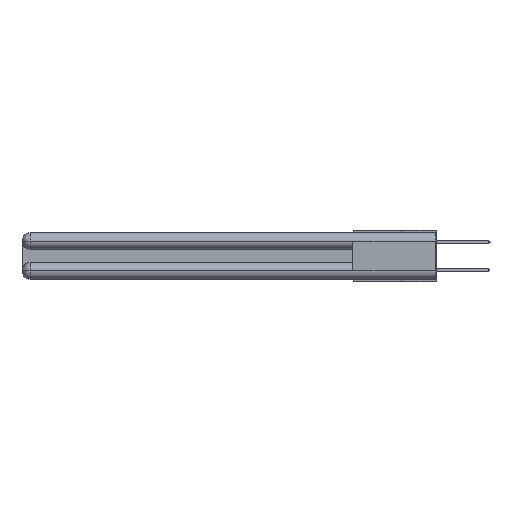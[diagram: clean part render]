
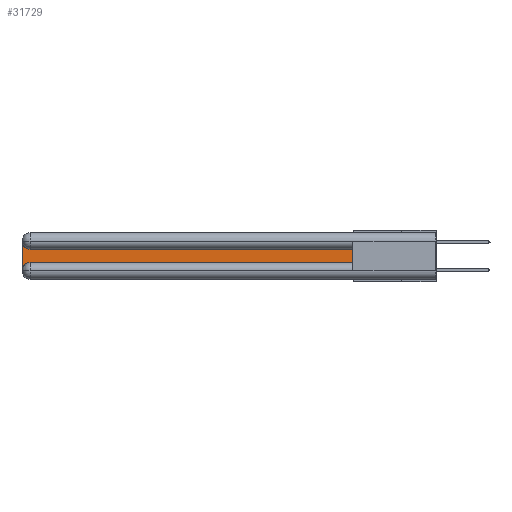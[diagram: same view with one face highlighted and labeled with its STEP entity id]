
A CAD part, left-side view. The second image highlights one B-rep face of the part: STEP entity #31729.
In plain terms, the highlighted planar face has unit normal (-1, 0, 0).
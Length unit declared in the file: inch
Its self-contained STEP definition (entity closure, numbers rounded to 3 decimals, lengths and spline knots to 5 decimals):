
#13 = EDGE_LOOP ( 'NONE', ( #3042, #13213, #13623, #16305, #12380, #29441 ) ) ;
#854 = DIRECTION ( 'NONE',  ( 0., 0., -1. ) ) ;
#950 = AXIS2_PLACEMENT_3D ( 'NONE', #10995, #15959, #854 ) ;
#2101 = AXIS2_PLACEMENT_3D ( 'NONE', #8272, #13225, #3635 ) ;
#2251 = DIRECTION ( 'NONE',  ( 0., 1., 0. ) ) ;
#2371 = CARTESIAN_POINT ( 'NONE',  ( 0.075, 3., -0.2175 ) ) ;
#2541 = VECTOR ( 'NONE', #10289, 39.37008 ) ;
#2564 = EDGE_CURVE ( 'NONE', #31744, #14581, #8125, .T. ) ;
#3042 = ORIENTED_EDGE ( 'NONE', *, *, #8295, .T. ) ;
#3288 = VECTOR ( 'NONE', #25473, 39.37008 ) ;
#3315 = PLANE ( 'NONE',  #2101 ) ;
#3635 = DIRECTION ( 'NONE',  ( 0., 0., -1. ) ) ;
#3757 = CARTESIAN_POINT ( 'NONE',  ( 0.075, 2.94, -0.0625 ) ) ;
#5217 = VERTEX_POINT ( 'NONE', #27381 ) ;
#7238 = CARTESIAN_POINT ( 'NONE',  ( 0.075, 0.6, -0.2175 ) ) ;
#7826 = CARTESIAN_POINT ( 'NONE',  ( 0.075, 0.6, -0.2175 ) ) ;
#8125 = LINE ( 'NONE', #7238, #29796 ) ;
#8272 = CARTESIAN_POINT ( 'NONE',  ( 0.075, 3., -0.1225 ) ) ;
#8295 = EDGE_CURVE ( 'NONE', #5217, #23231, #26235, .T. ) ;
#8620 = AXIS2_PLACEMENT_3D ( 'NONE', #3757, #9047, #16217 ) ;
#9047 = DIRECTION ( 'NONE',  ( 1., 0., 0. ) ) ;
#9661 = DIRECTION ( 'NONE',  ( 0., -1., 0. ) ) ;
#9863 = EDGE_CURVE ( 'NONE', #31189, #31744, #16675, .T. ) ;
#10034 = LINE ( 'NONE', #2371, #2541 ) ;
#10289 = DIRECTION ( 'NONE',  ( 0., 0., -1. ) ) ;
#10995 = CARTESIAN_POINT ( 'NONE',  ( 0.075, 2.94, -0.2775 ) ) ;
#11559 = LINE ( 'NONE', #7826, #3288 ) ;
#11832 = CARTESIAN_POINT ( 'NONE',  ( 0.075, 3., -0.2775 ) ) ;
#12380 = ORIENTED_EDGE ( 'NONE', *, *, #2564, .T. ) ;
#13213 = ORIENTED_EDGE ( 'NONE', *, *, #15270, .T. ) ;
#13225 = DIRECTION ( 'NONE',  ( 1., 0., 0. ) ) ;
#13623 = ORIENTED_EDGE ( 'NONE', *, *, #26793, .T. ) ;
#14581 = VERTEX_POINT ( 'NONE', #29126 ) ;
#15270 = EDGE_CURVE ( 'NONE', #23231, #24024, #26378, .T. ) ;
#15959 = DIRECTION ( 'NONE',  ( 1., 0., 0. ) ) ;
#16217 = DIRECTION ( 'NONE',  ( 0., 0., -1. ) ) ;
#16305 = ORIENTED_EDGE ( 'NONE', *, *, #9863, .T. ) ;
#16675 = CIRCLE ( 'NONE', #950, 0.06 ) ;
#17221 = CARTESIAN_POINT ( 'NONE',  ( 0.075, 2.94, -0.1225 ) ) ;
#23231 = VERTEX_POINT ( 'NONE', #17221 ) ;
#24024 = VERTEX_POINT ( 'NONE', #31588 ) ;
#24861 = CARTESIAN_POINT ( 'NONE',  ( 0.075, 0.6, -0.1225 ) ) ;
#25420 = VECTOR ( 'NONE', #2251, 39.37008 ) ;
#25473 = DIRECTION ( 'NONE',  ( 0., 0., 1. ) ) ;
#26235 = LINE ( 'NONE', #24861, #25420 ) ;
#26378 = CIRCLE ( 'NONE', #8620, 0.06 ) ;
#26793 = EDGE_CURVE ( 'NONE', #24024, #31189, #10034, .T. ) ;
#27381 = CARTESIAN_POINT ( 'NONE',  ( 0.075, 0.6, -0.1225 ) ) ;
#28551 = CARTESIAN_POINT ( 'NONE',  ( 0.075, 2.94, -0.2175 ) ) ;
#29126 = CARTESIAN_POINT ( 'NONE',  ( 0.075, 0.6, -0.2175 ) ) ;
#29441 = ORIENTED_EDGE ( 'NONE', *, *, #31610, .T. ) ;
#29796 = VECTOR ( 'NONE', #9661, 39.37008 ) ;
#31189 = VERTEX_POINT ( 'NONE', #11832 ) ;
#31277 = FACE_OUTER_BOUND ( 'NONE', #13, .T. ) ;
#31588 = CARTESIAN_POINT ( 'NONE',  ( 0.075, 3., -0.0625 ) ) ;
#31610 = EDGE_CURVE ( 'NONE', #14581, #5217, #11559, .T. ) ;
#31729 = ADVANCED_FACE ( 'NONE', ( #31277 ), #3315, .F. ) ;
#31744 = VERTEX_POINT ( 'NONE', #28551 ) ;
